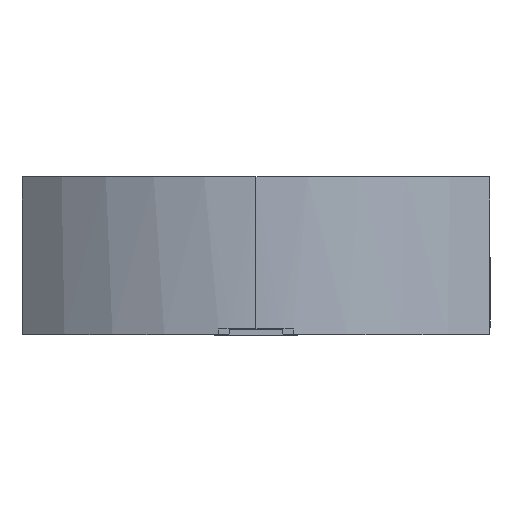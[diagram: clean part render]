
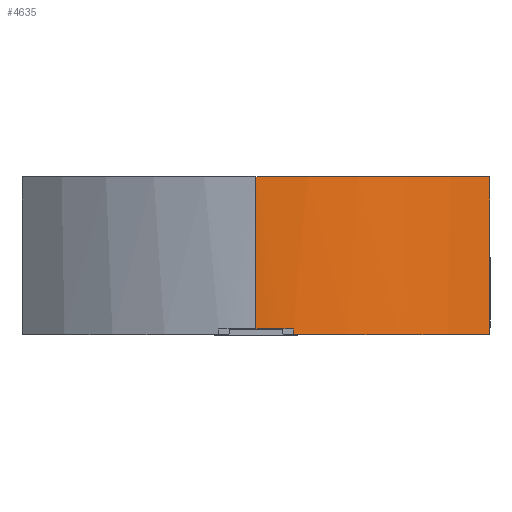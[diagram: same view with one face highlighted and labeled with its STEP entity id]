
A CAD part, left-side view. The second image highlights one B-rep face of the part: STEP entity #4635.
In plain terms, the highlighted cylindrical face has radius 11.15 mm (diameter 22.3 mm), a partial arc.
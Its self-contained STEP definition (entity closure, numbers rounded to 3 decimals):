
#15 = DIRECTION ( 'NONE',  ( 1., 0., 0. ) ) ;
#234 = EDGE_CURVE ( 'NONE', #7778, #17424, #7948, .T. ) ;
#919 = CYLINDRICAL_SURFACE ( 'NONE', #8000, 11.15 ) ;
#1784 = CARTESIAN_POINT ( 'NONE',  ( -12.35, 0., 5.3 ) ) ;
#2019 = EDGE_CURVE ( 'NONE', #2717, #15986, #9711, .T. ) ;
#2072 = EDGE_CURVE ( 'NONE', #17424, #18251, #11943, .T. ) ;
#2160 = AXIS2_PLACEMENT_3D ( 'NONE', #20586, #4983, #15 ) ;
#2271 = AXIS2_PLACEMENT_3D ( 'NONE', #21423, #11058, #16537 ) ;
#2534 = CARTESIAN_POINT ( 'NONE',  ( -12.28, -1.25, 0. ) ) ;
#2717 = VERTEX_POINT ( 'NONE', #1784 ) ;
#2970 = CARTESIAN_POINT ( 'NONE',  ( -1.2, 0., 0.2 ) ) ;
#2980 = CIRCLE ( 'NONE', #2271, 11.15 ) ;
#3185 = DIRECTION ( 'NONE',  ( 0., 0., -1. ) ) ;
#4091 = FACE_OUTER_BOUND ( 'NONE', #15571, .T. ) ;
#4635 = ADVANCED_FACE ( 'NONE', ( #4091 ), #919, .T. ) ;
#4983 = DIRECTION ( 'NONE',  ( 0., 0., 1. ) ) ;
#5392 = CIRCLE ( 'NONE', #6494, 11.15 ) ;
#5570 = EDGE_CURVE ( 'NONE', #2717, #12763, #2980, .T. ) ;
#6144 = CARTESIAN_POINT ( 'NONE',  ( -1.2, 0., 5.3 ) ) ;
#6494 = AXIS2_PLACEMENT_3D ( 'NONE', #2970, #3185, #16631 ) ;
#7778 = VERTEX_POINT ( 'NONE', #11843 ) ;
#7947 = VECTOR ( 'NONE', #15753, 1000. ) ;
#7948 = LINE ( 'NONE', #13305, #12307 ) ;
#8000 = AXIS2_PLACEMENT_3D ( 'NONE', #6144, #13087, #20022 ) ;
#8121 = CARTESIAN_POINT ( 'NONE',  ( -12.35, 0., 5.3 ) ) ;
#9711 = LINE ( 'NONE', #8121, #7947 ) ;
#9888 = DIRECTION ( 'NONE',  ( 0., 0., -1. ) ) ;
#9906 = DIRECTION ( 'NONE',  ( 0., 0., -1. ) ) ;
#10861 = VECTOR ( 'NONE', #9906, 1000. ) ;
#11058 = DIRECTION ( 'NONE',  ( 0., 0., 1. ) ) ;
#11744 = CARTESIAN_POINT ( 'NONE',  ( -9.118, -7.85, 5.3 ) ) ;
#11843 = CARTESIAN_POINT ( 'NONE',  ( -12.28, -1.25, 0.2 ) ) ;
#11943 = CIRCLE ( 'NONE', #2160, 11.15 ) ;
#12307 = VECTOR ( 'NONE', #9888, 1000. ) ;
#12763 = VERTEX_POINT ( 'NONE', #11744 ) ;
#13087 = DIRECTION ( 'NONE',  ( 0., 0., -1. ) ) ;
#13305 = CARTESIAN_POINT ( 'NONE',  ( -12.28, -1.25, 5.3 ) ) ;
#13719 = EDGE_CURVE ( 'NONE', #12763, #18251, #22208, .T. ) ;
#14631 = CARTESIAN_POINT ( 'NONE',  ( -12.35, 0., 0.2 ) ) ;
#14715 = CARTESIAN_POINT ( 'NONE',  ( -9.118, -7.85, 0. ) ) ;
#15332 = ORIENTED_EDGE ( 'NONE', *, *, #20662, .F. ) ;
#15571 = EDGE_LOOP ( 'NONE', ( #20950, #15866, #15332, #21352, #17225, #20575 ) ) ;
#15753 = DIRECTION ( 'NONE',  ( 0., 0., -1. ) ) ;
#15866 = ORIENTED_EDGE ( 'NONE', *, *, #2019, .T. ) ;
#15986 = VERTEX_POINT ( 'NONE', #14631 ) ;
#16537 = DIRECTION ( 'NONE',  ( 1., 0., 0. ) ) ;
#16631 = DIRECTION ( 'NONE',  ( -1., 0., 0. ) ) ;
#17225 = ORIENTED_EDGE ( 'NONE', *, *, #2072, .T. ) ;
#17424 = VERTEX_POINT ( 'NONE', #2534 ) ;
#18251 = VERTEX_POINT ( 'NONE', #14715 ) ;
#18558 = CARTESIAN_POINT ( 'NONE',  ( -9.118, -7.85, 5.3 ) ) ;
#20022 = DIRECTION ( 'NONE',  ( -1., 0., 0. ) ) ;
#20575 = ORIENTED_EDGE ( 'NONE', *, *, #13719, .F. ) ;
#20586 = CARTESIAN_POINT ( 'NONE',  ( -1.2, 0., 0. ) ) ;
#20662 = EDGE_CURVE ( 'NONE', #7778, #15986, #5392, .T. ) ;
#20950 = ORIENTED_EDGE ( 'NONE', *, *, #5570, .F. ) ;
#21352 = ORIENTED_EDGE ( 'NONE', *, *, #234, .T. ) ;
#21423 = CARTESIAN_POINT ( 'NONE',  ( -1.2, 0., 5.3 ) ) ;
#22208 = LINE ( 'NONE', #18558, #10861 ) ;
